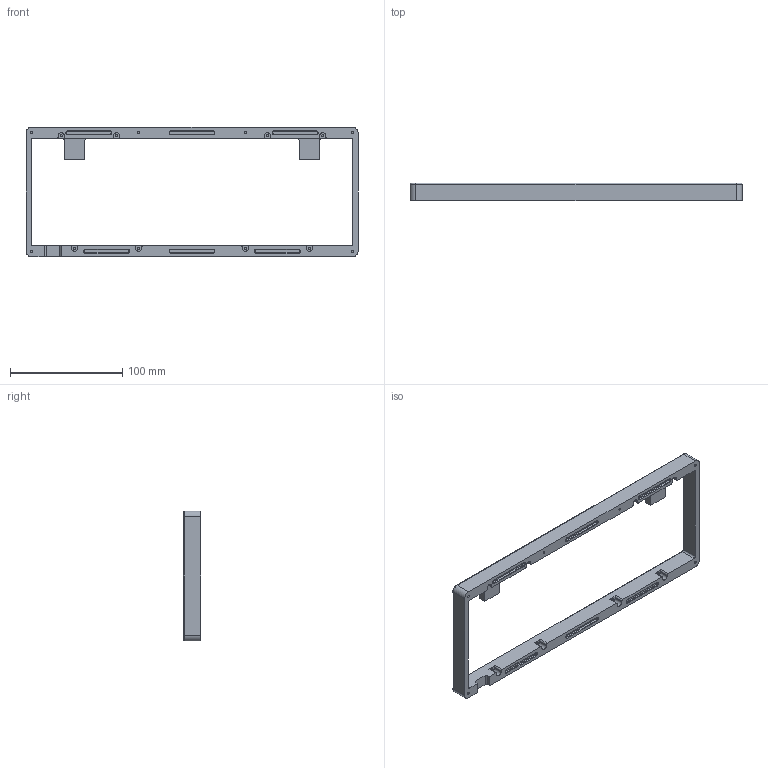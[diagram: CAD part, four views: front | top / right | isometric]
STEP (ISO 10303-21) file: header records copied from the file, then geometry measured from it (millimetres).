
FILE_DESCRIPTION(/* description */ (''),/* implementation_level */ '2;1');
FILE_NAME(/* name */ 'Top WKL.step',/* time_stamp */ '2021-08-11T17:32:33+07:00',/* author */ (''),/* organization */ (''),/* preprocessor_version */ 'ST-DEVELOPER v18.1',/* originating_system */ 'Autodesk Translation Framework v10.9.0.1377',/* authorisation */ '');
FILE_SCHEMA (('AUTOMOTIVE_DESIGN { 1 0 10303 214 3 1 1 }'));
Length unit declared in the file: millimetre
Products named in the file (1): Top WKL
Bounding box: 296.25 x 15.5 x 115.75 mm (x, y, z)
Volume: 107141.2 mm3; surface area: 41098 mm2
Topology: 1 solids, 1 shells, 193 faces, 464 edges, 292 vertices
Faces by surface type: plane 101, cylinder 68, cone 20, torus 4
Full cylindrical faces by diameter (mm): 2.075 x14
Entity records: 5626 total; most frequent: DIRECTION 1012, CARTESIAN_POINT 950, ORIENTED_EDGE 928, EDGE_CURVE 464, AXIS2_PLACEMENT_3D 354, LINE 304, VECTOR 304, VERTEX_POINT 292
